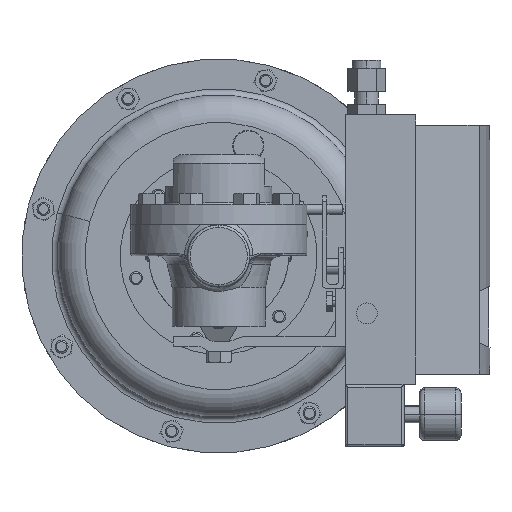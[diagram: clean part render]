
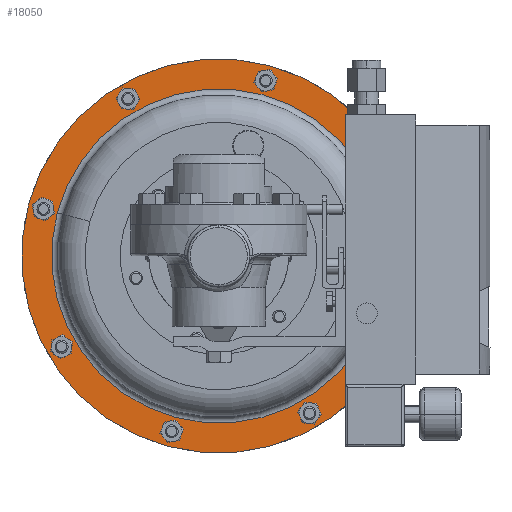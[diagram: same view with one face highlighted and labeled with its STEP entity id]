
A CAD part, front view. The second image highlights one B-rep face of the part: STEP entity #18050.
In plain terms, the highlighted planar face has unit normal (0, -1, 0).
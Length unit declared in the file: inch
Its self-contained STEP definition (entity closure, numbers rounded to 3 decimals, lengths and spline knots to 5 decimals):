
#2522 = AXIS2_PLACEMENT_3D ( 'NONE', #8215, #7145, #7324 ) ;
#2624 = DIRECTION ( 'NONE',  ( -0.966, 0., 0.259 ) ) ;
#2790 = DIRECTION ( 'NONE',  ( 0., 1., 0. ) ) ;
#3072 = CARTESIAN_POINT ( 'NONE',  ( 0., 7.7225, 0. ) ) ;
#5276 = AXIS2_PLACEMENT_3D ( 'NONE', #17978, #16012, #19394 ) ;
#6212 = CARTESIAN_POINT ( 'NONE',  ( 3.89172, 7.7225, -1.04278 ) ) ;
#6739 = CIRCLE ( 'NONE', #13047, 4.75 ) ;
#7113 = PLANE ( 'NONE',  #2522 ) ;
#7145 = DIRECTION ( 'NONE',  ( 0., -1., 0. ) ) ;
#7324 = DIRECTION ( 'NONE',  ( 0.966, 0., -0.259 ) ) ;
#7737 = AXIS2_PLACEMENT_3D ( 'NONE', #9462, #26473, #12012 ) ;
#8215 = CARTESIAN_POINT ( 'NONE',  ( 1.22939, 7.7225, 4.58815 ) ) ;
#8459 = EDGE_LOOP ( 'NONE', ( #11305, #21985 ) ) ;
#8844 = FACE_BOUND ( 'NONE', #22583, .T. ) ;
#9462 = CARTESIAN_POINT ( 'NONE',  ( 0., 7.7225, 0. ) ) ;
#10161 = CIRCLE ( 'NONE', #29031, 4.75 ) ;
#11054 = VERTEX_POINT ( 'NONE', #16628 ) ;
#11305 = ORIENTED_EDGE ( 'NONE', *, *, #20794, .F. ) ;
#12003 = CIRCLE ( 'NONE', #5276, 4.029 ) ;
#12012 = DIRECTION ( 'NONE',  ( -0.966, 0., 0.259 ) ) ;
#12412 = DIRECTION ( 'NONE',  ( 0., 1., 0. ) ) ;
#13047 = AXIS2_PLACEMENT_3D ( 'NONE', #3072, #2790, #2624 ) ;
#15689 = EDGE_CURVE ( 'NONE', #16746, #18634, #12003, .T. ) ;
#16012 = DIRECTION ( 'NONE',  ( 0., 1., 0. ) ) ;
#16628 = CARTESIAN_POINT ( 'NONE',  ( -4.58815, 7.7225, 1.22939 ) ) ;
#16746 = VERTEX_POINT ( 'NONE', #6212 ) ;
#17360 = CARTESIAN_POINT ( 'NONE',  ( 4.58815, 7.7225, -1.22939 ) ) ;
#17978 = CARTESIAN_POINT ( 'NONE',  ( 0., 7.7225, 0. ) ) ;
#18050 = ADVANCED_FACE ( 'NONE', ( #8844, #27478 ), #7113, .T. ) ;
#18634 = VERTEX_POINT ( 'NONE', #22721 ) ;
#19394 = DIRECTION ( 'NONE',  ( -0.966, 0., 0.259 ) ) ;
#20794 = EDGE_CURVE ( 'NONE', #11054, #23672, #6739, .T. ) ;
#21985 = ORIENTED_EDGE ( 'NONE', *, *, #23290, .F. ) ;
#22583 = EDGE_LOOP ( 'NONE', ( #23778, #26846 ) ) ;
#22721 = CARTESIAN_POINT ( 'NONE',  ( -3.89172, 7.7225, 1.04278 ) ) ;
#23290 = EDGE_CURVE ( 'NONE', #23672, #11054, #10161, .T. ) ;
#23672 = VERTEX_POINT ( 'NONE', #17360 ) ;
#23778 = ORIENTED_EDGE ( 'NONE', *, *, #27943, .T. ) ;
#24677 = CIRCLE ( 'NONE', #7737, 4.029 ) ;
#26473 = DIRECTION ( 'NONE',  ( 0., 1., 0. ) ) ;
#26846 = ORIENTED_EDGE ( 'NONE', *, *, #15689, .T. ) ;
#26847 = CARTESIAN_POINT ( 'NONE',  ( 0., 7.7225, 0. ) ) ;
#27478 = FACE_OUTER_BOUND ( 'NONE', #8459, .T. ) ;
#27943 = EDGE_CURVE ( 'NONE', #18634, #16746, #24677, .T. ) ;
#29031 = AXIS2_PLACEMENT_3D ( 'NONE', #26847, #12412, #29243 ) ;
#29243 = DIRECTION ( 'NONE',  ( -0.966, 0., 0.259 ) ) ;
